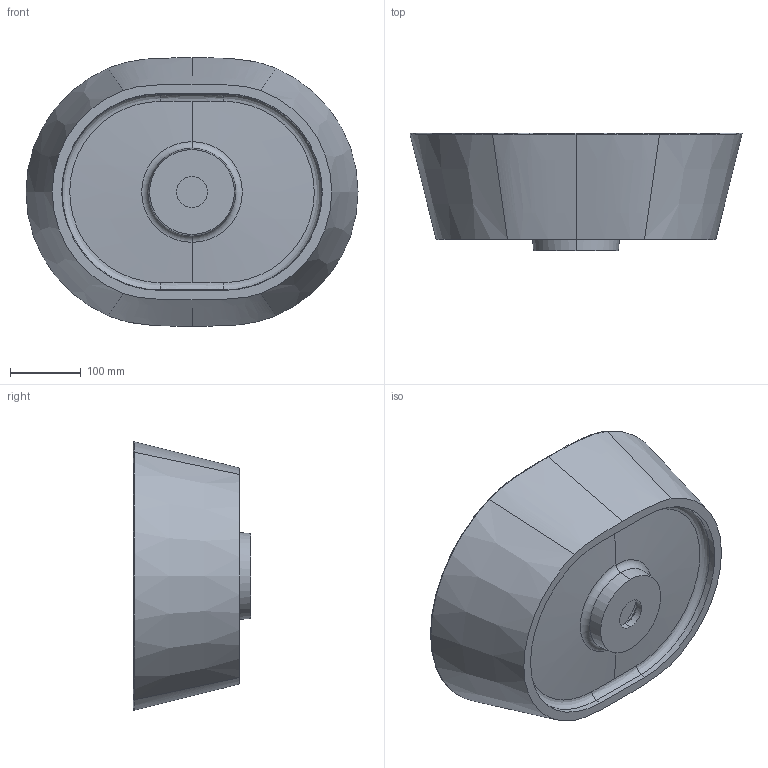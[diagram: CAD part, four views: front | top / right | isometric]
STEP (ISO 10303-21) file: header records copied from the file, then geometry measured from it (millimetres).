
FILE_DESCRIPTION (( 'STEP AP203' ), '1' );
FILE_NAME ('6301710510 WB MARMY MINIMO 40x35 14 .STEP', '2021-10-12T14:03:24', ( '' ), ( '' ), 'SwSTEP 2.0', 'SolidWorks 2019', '' );
FILE_SCHEMA (( 'CONFIG_CONTROL_DESIGN' ));
Length unit declared in the file: millimetre
Products named in the file (1): 6301710510 WB MARMY MINIMO 40x35 14 
Bounding box: 469.41 x 166 x 379.44 mm (x, y, z)
Volume: 4247943.6 mm3; surface area: 578775.9 mm2
Topology: 2 solids, 2 shells, 81 faces, 186 edges, 110 vertices
Faces by surface type: bspline 30, cone 22, torus 18, plane 7, cylinder 4
Entity records: 8394 total; most frequent: CARTESIAN_POINT 6730, ORIENTED_EDGE 372, DIRECTION 270, EDGE_CURVE 186, AXIS2_PLACEMENT_3D 122, VERTEX_POINT 110, B_SPLINE_CURVE_WITH_KNOTS 90, EDGE_LOOP 84
